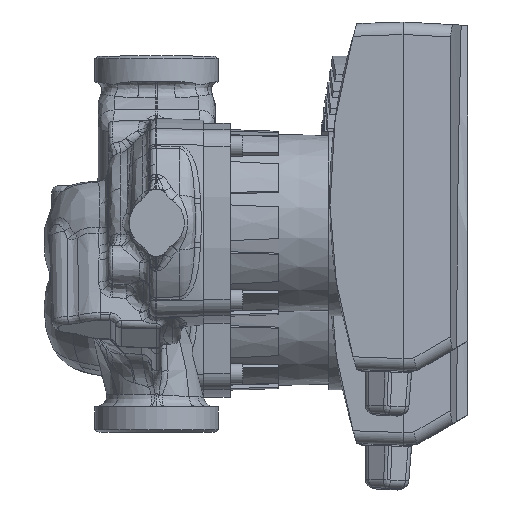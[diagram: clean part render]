
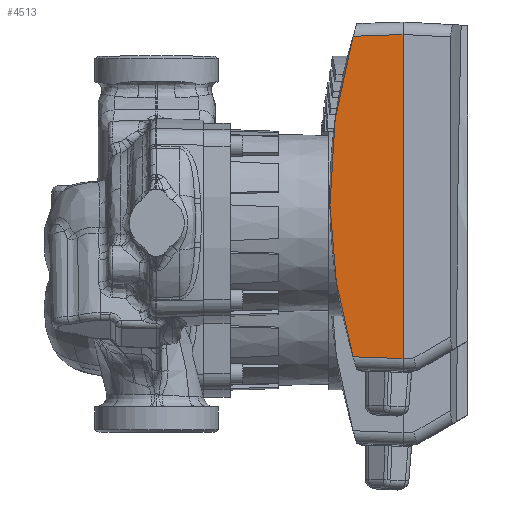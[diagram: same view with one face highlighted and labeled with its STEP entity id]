
A CAD part, top view. The second image highlights one B-rep face of the part: STEP entity #4513.
In plain terms, the highlighted planar face has unit normal (-0.035, 0, 0.999).
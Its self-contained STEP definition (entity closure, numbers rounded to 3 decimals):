
#4513 = ADVANCED_FACE ( 'NONE', ( #83949 ), #83956, .T. ) ;
#25869 = EDGE_CURVE ( 'NONE', #112123, #112190, #65140, .T. ) ;
#25960 = EDGE_CURVE ( 'NONE', #112168, #112165, #71496, .T. ) ;
#25967 = EDGE_CURVE ( 'NONE', #112190, #112168, #72709, .T. ) ;
#25969 = EDGE_CURVE ( 'NONE', #112165, #112123, #72741, .T. ) ;
#27443 = ORIENTED_EDGE ( 'NONE', *, *, #25869, .T. ) ;
#27445 = ORIENTED_EDGE ( 'NONE', *, *, #25967, .T. ) ;
#27446 = ORIENTED_EDGE ( 'NONE', *, *, #25960, .T. ) ;
#27448 = ORIENTED_EDGE ( 'NONE', *, *, #25969, .T. ) ;
#34086 = CARTESIAN_POINT ( 'NONE',  ( 117.9, -55.004, 178.5 ) ) ;
#34206 = CARTESIAN_POINT ( 'NONE',  ( 94.014, -54.17, 177.666 ) ) ;
#34213 = CARTESIAN_POINT ( 'NONE',  ( 94.014, 99.17, 177.666 ) ) ;
#34277 = CARTESIAN_POINT ( 'NONE',  ( 117.9, 100.004, 178.5 ) ) ;
#39964 = VECTOR ( 'NONE', #65149, 1000. ) ;
#40016 = VECTOR ( 'NONE', #72740, 1000. ) ;
#40034 = VECTOR ( 'NONE', #72743, 1000. ) ;
#65140 = LINE ( 'NONE', #65146, #39964 ) ;
#65146 = CARTESIAN_POINT ( 'NONE',  ( 117.9, 106., 178.5 ) ) ;
#65149 = DIRECTION ( 'NONE',  ( 0., 1., 0. ) ) ;
#71496 =( BOUNDED_CURVE ( )  B_SPLINE_CURVE ( 3, ( #72625, #72666, #72668, #72670 ),
 .UNSPECIFIED., .F., .T. ) 
 B_SPLINE_CURVE_WITH_KNOTS ( ( 4, 4 ),
 ( 5.995, 6.571 ),
 .UNSPECIFIED. ) 
 CURVE ( )  GEOMETRIC_REPRESENTATION_ITEM ( )  RATIONAL_B_SPLINE_CURVE ( ( 1., 0.973, 0.973, 1. ) ) 
 REPRESENTATION_ITEM ( '' )  );
#71990 = AXIS2_PLACEMENT_3D ( 'NONE', #84007, #84011, #84015 ) ;
#72625 = CARTESIAN_POINT ( 'NONE',  ( 94.014, 99.17, 177.666 ) ) ;
#72666 = CARTESIAN_POINT ( 'NONE',  ( 79.091, 48.778, 177.145 ) ) ;
#72668 = CARTESIAN_POINT ( 'NONE',  ( 79.091, -3.778, 177.145 ) ) ;
#72670 = CARTESIAN_POINT ( 'NONE',  ( 94.014, -54.17, 177.666 ) ) ;
#72709 = LINE ( 'NONE', #72739, #40016 ) ;
#72739 = CARTESIAN_POINT ( 'NONE',  ( 96.096, 99.242, 177.739 ) ) ;
#72740 = DIRECTION ( 'NONE',  ( -0.999, -0.035, -0.035 ) ) ;
#72741 = LINE ( 'NONE', #72742, #40034 ) ;
#72742 = CARTESIAN_POINT ( 'NONE',  ( 118.109, -55.011, 178.507 ) ) ;
#72743 = DIRECTION ( 'NONE',  ( 0.999, -0.035, 0.035 ) ) ;
#83949 = FACE_OUTER_BOUND ( 'NONE', #93999, .T. ) ;
#83956 = PLANE ( 'NONE',  #71990 ) ;
#84007 = CARTESIAN_POINT ( 'NONE',  ( 117.9, 106., 178.5 ) ) ;
#84011 = DIRECTION ( 'NONE',  ( -0.035, 0., 0.999 ) ) ;
#84015 = DIRECTION ( 'NONE',  ( -0.999, 0., -0.035 ) ) ;
#93999 = EDGE_LOOP ( 'NONE', ( #27443, #27445, #27446, #27448 ) ) ;
#112123 = VERTEX_POINT ( 'NONE', #34086 ) ;
#112165 = VERTEX_POINT ( 'NONE', #34206 ) ;
#112168 = VERTEX_POINT ( 'NONE', #34213 ) ;
#112190 = VERTEX_POINT ( 'NONE', #34277 ) ;
